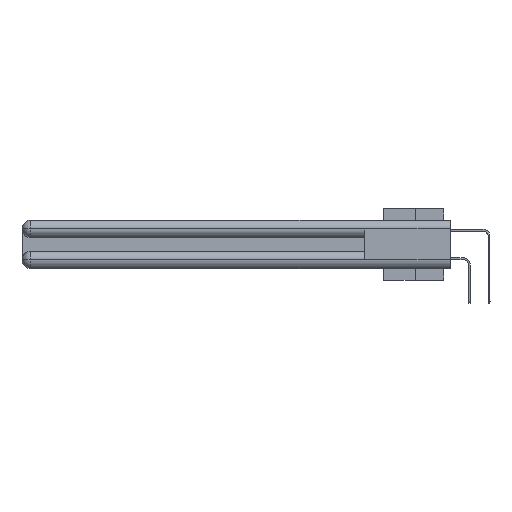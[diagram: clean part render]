
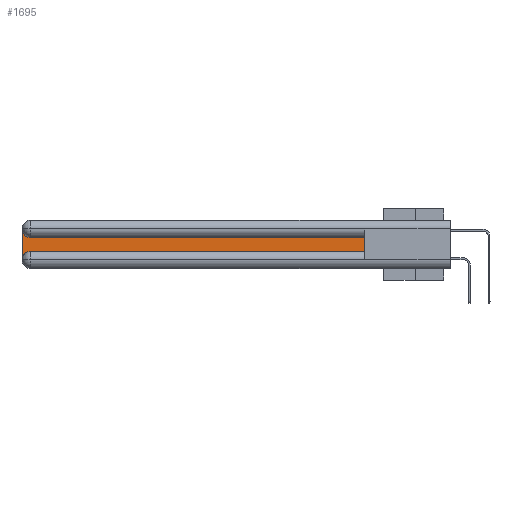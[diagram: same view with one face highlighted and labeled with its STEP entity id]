
A CAD part, left-side view. The second image highlights one B-rep face of the part: STEP entity #1695.
In plain terms, the highlighted planar face has unit normal (-1, 0, 0).
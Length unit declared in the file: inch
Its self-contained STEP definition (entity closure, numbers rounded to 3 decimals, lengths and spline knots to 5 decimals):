
#315 = EDGE_CURVE ( 'NONE', #16124, #8329, #14867, .T. ) ;
#1136 = CIRCLE ( 'NONE', #27336, 0.06 ) ;
#1231 = EDGE_LOOP ( 'NONE', ( #15937, #29505, #11533, #10036, #16868, #6082 ) ) ;
#1695 = ADVANCED_FACE ( 'NONE', ( #13590 ), #24511, .F. ) ;
#5377 = CARTESIAN_POINT ( 'NONE',  ( 0.075, 0.6, -0.2175 ) ) ;
#6082 = ORIENTED_EDGE ( 'NONE', *, *, #14856, .T. ) ;
#6939 = CARTESIAN_POINT ( 'NONE',  ( 0.075, 3., -0.2175 ) ) ;
#8329 = VERTEX_POINT ( 'NONE', #21866 ) ;
#9897 = VERTEX_POINT ( 'NONE', #33342 ) ;
#10036 = ORIENTED_EDGE ( 'NONE', *, *, #28819, .T. ) ;
#10599 = CARTESIAN_POINT ( 'NONE',  ( 0.075, 0.6, -0.1225 ) ) ;
#11359 = CARTESIAN_POINT ( 'NONE',  ( 0.075, 3., -0.1225 ) ) ;
#11533 = ORIENTED_EDGE ( 'NONE', *, *, #33559, .T. ) ;
#11708 = CARTESIAN_POINT ( 'NONE',  ( 0.075, 0.6, -0.2175 ) ) ;
#11956 = VECTOR ( 'NONE', #26200, 39.37008 ) ;
#13590 = FACE_OUTER_BOUND ( 'NONE', #1231, .T. ) ;
#13816 = LINE ( 'NONE', #10599, #26217 ) ;
#14094 = CARTESIAN_POINT ( 'NONE',  ( 0.075, 3., -0.2775 ) ) ;
#14856 = EDGE_CURVE ( 'NONE', #22579, #31026, #28766, .T. ) ;
#14867 = CIRCLE ( 'NONE', #23080, 0.06 ) ;
#15733 = VERTEX_POINT ( 'NONE', #14094 ) ;
#15937 = ORIENTED_EDGE ( 'NONE', *, *, #28714, .T. ) ;
#16124 = VERTEX_POINT ( 'NONE', #18176 ) ;
#16166 = CARTESIAN_POINT ( 'NONE',  ( 0.075, 2.94, -0.0625 ) ) ;
#16816 = DIRECTION ( 'NONE',  ( 1., 0., 0. ) ) ;
#16850 = LINE ( 'NONE', #6939, #33536 ) ;
#16868 = ORIENTED_EDGE ( 'NONE', *, *, #26233, .T. ) ;
#17341 = DIRECTION ( 'NONE',  ( 0., -1., 0. ) ) ;
#18176 = CARTESIAN_POINT ( 'NONE',  ( 0.075, 2.94, -0.1225 ) ) ;
#21215 = VECTOR ( 'NONE', #17341, 39.37008 ) ;
#21866 = CARTESIAN_POINT ( 'NONE',  ( 0.075, 3., -0.0625 ) ) ;
#21967 = DIRECTION ( 'NONE',  ( 0., 0., -1. ) ) ;
#22579 = VERTEX_POINT ( 'NONE', #29278 ) ;
#23080 = AXIS2_PLACEMENT_3D ( 'NONE', #16166, #31386, #26575 ) ;
#24392 = AXIS2_PLACEMENT_3D ( 'NONE', #11359, #16816, #27239 ) ;
#24511 = PLANE ( 'NONE',  #24392 ) ;
#24580 = DIRECTION ( 'NONE',  ( 1., 0., 0. ) ) ;
#24910 = CARTESIAN_POINT ( 'NONE',  ( 0.075, 2.94, -0.2775 ) ) ;
#25334 = CARTESIAN_POINT ( 'NONE',  ( 0.075, 0.6, -0.1225 ) ) ;
#26200 = DIRECTION ( 'NONE',  ( 0., 0., 1. ) ) ;
#26217 = VECTOR ( 'NONE', #26477, 39.37008 ) ;
#26233 = EDGE_CURVE ( 'NONE', #9897, #22579, #27938, .T. ) ;
#26477 = DIRECTION ( 'NONE',  ( 0., 1., 0. ) ) ;
#26575 = DIRECTION ( 'NONE',  ( 0., 0., -1. ) ) ;
#27239 = DIRECTION ( 'NONE',  ( 0., 0., -1. ) ) ;
#27336 = AXIS2_PLACEMENT_3D ( 'NONE', #24910, #24580, #32465 ) ;
#27938 = LINE ( 'NONE', #11708, #21215 ) ;
#28714 = EDGE_CURVE ( 'NONE', #31026, #16124, #13816, .T. ) ;
#28766 = LINE ( 'NONE', #5377, #11956 ) ;
#28819 = EDGE_CURVE ( 'NONE', #15733, #9897, #1136, .T. ) ;
#29278 = CARTESIAN_POINT ( 'NONE',  ( 0.075, 0.6, -0.2175 ) ) ;
#29505 = ORIENTED_EDGE ( 'NONE', *, *, #315, .T. ) ;
#31026 = VERTEX_POINT ( 'NONE', #25334 ) ;
#31386 = DIRECTION ( 'NONE',  ( 1., 0., 0. ) ) ;
#32465 = DIRECTION ( 'NONE',  ( 0., 0., -1. ) ) ;
#33342 = CARTESIAN_POINT ( 'NONE',  ( 0.075, 2.94, -0.2175 ) ) ;
#33536 = VECTOR ( 'NONE', #21967, 39.37008 ) ;
#33559 = EDGE_CURVE ( 'NONE', #8329, #15733, #16850, .T. ) ;
